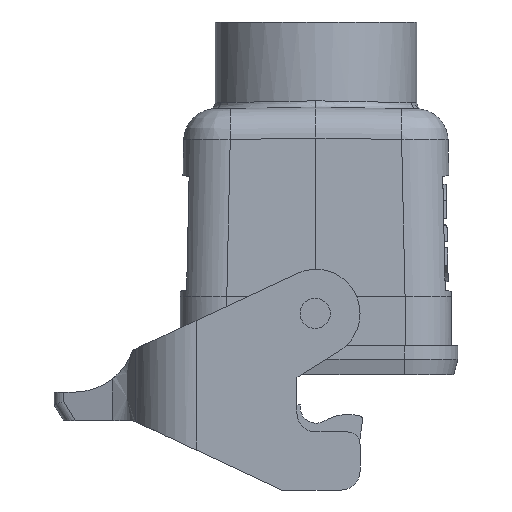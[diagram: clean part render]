
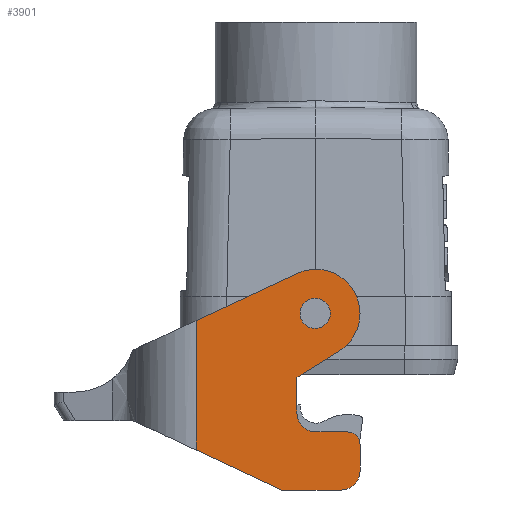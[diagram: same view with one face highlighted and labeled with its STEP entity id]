
A CAD part, left-side view. The second image highlights one B-rep face of the part: STEP entity #3901.
In plain terms, the highlighted planar face has unit normal (-1, 0, 0).
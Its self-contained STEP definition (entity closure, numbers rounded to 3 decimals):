
#1895=PLANE('',#8853);
#2227=FACE_OUTER_BOUND('',#4476,.T.);
#2746=LINE('',#14837,#3354);
#2802=LINE('',#15153,#3410);
#2806=LINE('',#15162,#3414);
#2816=LINE('',#15197,#3424);
#2820=LINE('',#15208,#3428);
#2824=LINE('',#15215,#3432);
#2826=LINE('',#15219,#3434);
#2827=LINE('',#15221,#3435);
#3354=VECTOR('',#10273,1.);
#3410=VECTOR('',#10411,1.);
#3414=VECTOR('',#10417,1.);
#3424=VECTOR('',#10447,1.);
#3428=VECTOR('',#10459,1.);
#3432=VECTOR('',#10465,1.);
#3434=VECTOR('',#10471,1.);
#3435=VECTOR('',#10472,1.);
#3901=ADVANCED_FACE('',(#2227),#1895,.T.);
#4476=EDGE_LOOP('',(#6211,#6212,#6213,#6214,#6215,#6216,#6217,#6218,#6219,
#6220,#6221,#6222));
#6211=ORIENTED_EDGE('',*,*,#7900,.T.);
#6212=ORIENTED_EDGE('',*,*,#7901,.T.);
#6213=ORIENTED_EDGE('',*,*,#7894,.T.);
#6214=ORIENTED_EDGE('',*,*,#7892,.T.);
#6215=ORIENTED_EDGE('',*,*,#7871,.T.);
#6216=ORIENTED_EDGE('',*,*,#7877,.T.);
#6217=ORIENTED_EDGE('',*,*,#7774,.T.);
#6218=ORIENTED_EDGE('',*,*,#7777,.T.);
#6219=ORIENTED_EDGE('',*,*,#7888,.T.);
#6220=ORIENTED_EDGE('',*,*,#7867,.T.);
#6221=ORIENTED_EDGE('',*,*,#7865,.T.);
#6222=ORIENTED_EDGE('',*,*,#7898,.T.);
#6899=VERTEX_POINT('',#14832);
#6901=VERTEX_POINT('',#14836);
#6903=VERTEX_POINT('',#14842);
#6963=VERTEX_POINT('',#15130);
#6966=VERTEX_POINT('',#15148);
#6967=VERTEX_POINT('',#15150);
#6968=VERTEX_POINT('',#15154);
#6971=VERTEX_POINT('',#15161);
#6972=VERTEX_POINT('',#15163);
#6985=VERTEX_POINT('',#15205);
#6986=VERTEX_POINT('',#15209);
#6988=VERTEX_POINT('',#15220);
#7774=EDGE_CURVE('',#6899,#6901,#2746,.T.);
#7777=EDGE_CURVE('',#6901,#6903,#8056,.T.);
#7865=EDGE_CURVE('',#6967,#6966,#8071,.T.);
#7867=EDGE_CURVE('',#6968,#6967,#2802,.T.);
#7871=EDGE_CURVE('',#6972,#6971,#2806,.T.);
#7877=EDGE_CURVE('',#6971,#6899,#8074,.T.);
#7888=EDGE_CURVE('',#6903,#6968,#2816,.T.);
#7892=EDGE_CURVE('',#6985,#6972,#8079,.T.);
#7894=EDGE_CURVE('',#6986,#6985,#2820,.T.);
#7898=EDGE_CURVE('',#6966,#6963,#2824,.T.);
#7900=EDGE_CURVE('',#6963,#6988,#2826,.T.);
#7901=EDGE_CURVE('',#6988,#6986,#2827,.T.);
#8056=CIRCLE('',#8796,3.);
#8071=CIRCLE('',#8833,7.);
#8074=CIRCLE('',#8839,2.);
#8079=CIRCLE('',#8848,3.);
#8796=AXIS2_PLACEMENT_3D('',#14843,#10279,#10280);
#8833=AXIS2_PLACEMENT_3D('',#15149,#10406,#10407);
#8839=AXIS2_PLACEMENT_3D('',#15177,#10426,#10427);
#8848=AXIS2_PLACEMENT_3D('',#15204,#10454,#10455);
#8853=AXIS2_PLACEMENT_3D('',#15222,#10473,#10474);
#10273=DIRECTION('',(0.,1.,0.));
#10279=DIRECTION('',(1.,0.,0.));
#10280=DIRECTION('',(0.,0.,1.));
#10406=DIRECTION('',(-1.,0.,0.));
#10407=DIRECTION('',(0.,0.,1.));
#10411=DIRECTION('',(0.,-0.848,0.53));
#10417=DIRECTION('',(0.,0.,1.));
#10426=DIRECTION('',(-1.,0.,0.));
#10427=DIRECTION('',(0.,0.,1.));
#10447=DIRECTION('',(0.,0.,1.));
#10454=DIRECTION('',(-1.,0.,0.));
#10455=DIRECTION('',(0.,0.,1.));
#10459=DIRECTION('',(0.,-1.,0.));
#10465=DIRECTION('',(0.,0.906,-0.423));
#10471=DIRECTION('',(0.,0.,-1.));
#10472=DIRECTION('',(0.,-0.906,-0.423));
#10473=DIRECTION('',(-1.,0.,0.));
#10474=DIRECTION('',(0.,-1.,0.));
#14832=CARTESIAN_POINT('',(-36.,-5.,-20.65));
#14836=CARTESIAN_POINT('',(-36.,0.,-20.65));
#14837=CARTESIAN_POINT('',(-36.,20.,-20.65));
#14842=CARTESIAN_POINT('',(-36.,3.,-17.65));
#14843=CARTESIAN_POINT('',(-36.,0.,-17.65));
#15130=CARTESIAN_POINT('',(-36.,19.,-2.986));
#15148=CARTESIAN_POINT('',(-36.,2.958,4.494));
#15149=CARTESIAN_POINT('',(-36.,0.,-1.85));
#15150=CARTESIAN_POINT('',(-36.,-3.709,-7.786));
#15153=CARTESIAN_POINT('',(-36.,23.651,-24.883));
#15154=CARTESIAN_POINT('',(-36.,3.,-11.979));
#15161=CARTESIAN_POINT('',(-36.,-7.,-22.65));
#15162=CARTESIAN_POINT('',(-36.,-7.,-30.725));
#15163=CARTESIAN_POINT('',(-36.,-7.,-26.85));
#15177=CARTESIAN_POINT('',(-36.,-5.,-22.65));
#15197=CARTESIAN_POINT('',(-36.,3.,-30.725));
#15204=CARTESIAN_POINT('',(-36.,-4.,-26.85));
#15205=CARTESIAN_POINT('',(-36.,-4.,-29.85));
#15208=CARTESIAN_POINT('',(-36.,20.,-29.85));
#15209=CARTESIAN_POINT('',(-36.,5.41,-29.85));
#15215=CARTESIAN_POINT('',(-36.,30.446,-8.324));
#15219=CARTESIAN_POINT('',(-36.,19.,-3.542));
#15220=CARTESIAN_POINT('',(-36.,19.,-23.513));
#15221=CARTESIAN_POINT('',(-36.,17.059,-24.418));
#15222=CARTESIAN_POINT('',(-36.,20.,-30.725));
